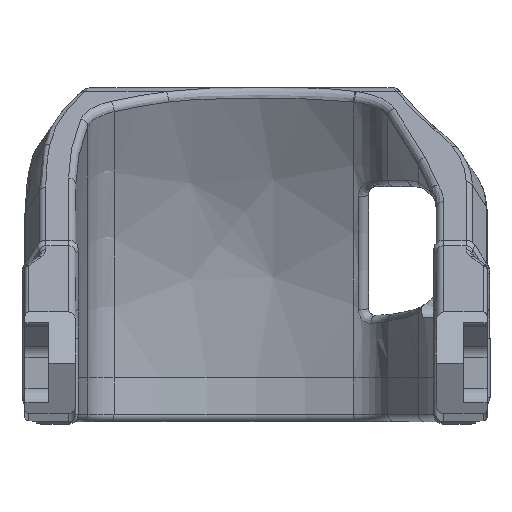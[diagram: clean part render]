
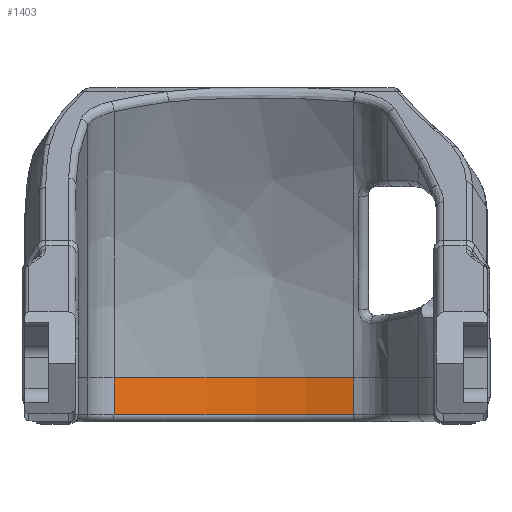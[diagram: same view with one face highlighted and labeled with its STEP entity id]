
A CAD part, left-side view. The second image highlights one B-rep face of the part: STEP entity #1403.
In plain terms, the highlighted cylindrical face has radius 216 mm (diameter 432 mm), a partial arc.
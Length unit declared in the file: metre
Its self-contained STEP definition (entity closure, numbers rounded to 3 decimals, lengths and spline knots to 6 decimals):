
#1403 = ADVANCED_FACE( 'NONE', ( #3009 ), #3010, .F. );
#3009 = FACE_OUTER_BOUND( '', #10960, .T. );
#3010 = CYLINDRICAL_SURFACE( '', #10961, 0.216 );
#10960 = EDGE_LOOP( '', ( #17324, #17325, #17326, #17327 ) );
#10961 = AXIS2_PLACEMENT_3D( '', #17328, #17329, #17330 );
#17324 = ORIENTED_EDGE( '', *, *, #20363, .F. );
#17325 = ORIENTED_EDGE( '', *, *, #20083, .T. );
#17326 = ORIENTED_EDGE( '', *, *, #20505, .T. );
#17327 = ORIENTED_EDGE( '', *, *, #19685, .F. );
#17328 = CARTESIAN_POINT( '', ( -0.452, -0.021353, -0.08 ) );
#17329 = DIRECTION( '', ( 0., 0., -1. ) );
#17330 = DIRECTION( '', ( 0., -1., 0. ) );
#19685 = EDGE_CURVE( 'NONE', #22218, #22213, #22220, .T. );
#20083 = EDGE_CURVE( 'NONE', #21290, #22782, #22783, .T. );
#20363 = EDGE_CURVE( 'NONE', #21290, #22218, #23130, .T. );
#20505 = EDGE_CURVE( 'NONE', #22782, #22213, #23289, .T. );
#21290 = VERTEX_POINT( 'NONE', #24819 );
#22213 = VERTEX_POINT( 'NONE', #28011 );
#22218 = VERTEX_POINT( 'NONE', #28075 );
#22220 = CIRCLE( '', #28077, 0.216 );
#22782 = VERTEX_POINT( 'NONE', #29989 );
#22783 = CIRCLE( '', #29990, 0.216 );
#23130 = LINE( '', #31392, #31393 );
#23289 = LINE( '', #31813, #31814 );
#24819 = CARTESIAN_POINT( '', ( -0.261352, 0.080181, -0.025 ) );
#28011 = CARTESIAN_POINT( '', ( -0.245476, -0.08463, 0. ) );
#28075 = CARTESIAN_POINT( '', ( -0.261352, 0.080181, 0. ) );
#28077 = AXIS2_PLACEMENT_3D( '', #33795, #33796, #33797 );
#29989 = CARTESIAN_POINT( '', ( -0.245476, -0.08463, -0.025 ) );
#29990 = AXIS2_PLACEMENT_3D( '', #34219, #34220, #34221 );
#31392 = CARTESIAN_POINT( '', ( -0.261352, 0.080181, -0.08 ) );
#31393 = VECTOR( '', #34521, 1. );
#31813 = CARTESIAN_POINT( '', ( -0.245476, -0.08463, -0.08 ) );
#31814 = VECTOR( '', #34670, 1. );
#33795 = CARTESIAN_POINT( '', ( -0.452, -0.021353, 0. ) );
#33796 = DIRECTION( '', ( 0., 0., -1. ) );
#33797 = DIRECTION( '', ( 0., 1., 0. ) );
#34219 = CARTESIAN_POINT( '', ( -0.452, -0.021353, -0.025 ) );
#34220 = DIRECTION( '', ( 0., 0., -1. ) );
#34221 = DIRECTION( '', ( 1., 0., 0. ) );
#34521 = DIRECTION( '', ( 0., 0., 1. ) );
#34670 = DIRECTION( '', ( 0., 0., 1. ) );
